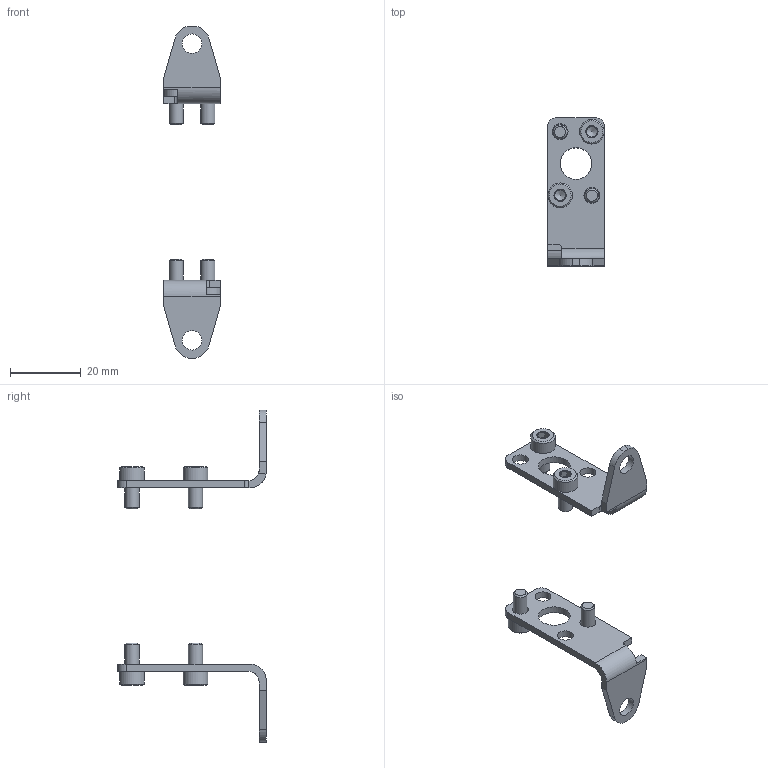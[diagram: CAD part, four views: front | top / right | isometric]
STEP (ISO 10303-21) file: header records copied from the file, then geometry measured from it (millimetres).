
FILE_DESCRIPTION(/* description */ ('STEP AP214'),/* implementation_level */ '2;1');
FILE_NAME(/* name */ '161805_HZF-18',/* time_stamp */ '2024-08-29T13:45:03+02:00',/* author */ ('License CC BY-ND 4.0'),/* organization */ ('CADENAS'),/* preprocessor_version */ 'ST-DEVELOPER v19.3',/* originating_system */ 'PARTsolutions',/* authorisation */ ' ');
FILE_SCHEMA (('AUTOMOTIVE_DESIGN {1 0 10303 214 3 1 1}'));
Length unit declared in the file: millimetre
Products named in the file (3): 161805 HZF-18---(50); 161805 HZF-18---(F); DIN-912 - M4x8(F)
Assembly tree (6 placements, depth 2):
  161805 HZF-18---(50)
    161805 HZF-18---(F)  x2
    DIN-912 - M4x8(F)  x4
Bounding box: 16 x 42 x 94 mm (x, y, z)
Volume: 3839.2 mm3; surface area: 4995.7 mm2
Topology: 6 solids, 6 shells, 166 faces, 370 edges, 220 vertices
Faces by surface type: plane 88, cone 44, cylinder 34
Full cylindrical faces by diameter (mm): 4 x4, 4.5 x8, 5.5 x2, 7 x4, 9 x2
Entity records: 1609 total; most frequent: DIRECTION 278, CARTESIAN_POINT 274, ORIENTED_EDGE 224, EDGE_CURVE 112, AXIS2_PLACEMENT_3D 110, FACE_BOUND 82, EDGE_LOOP 81, VERTEX_POINT 76
